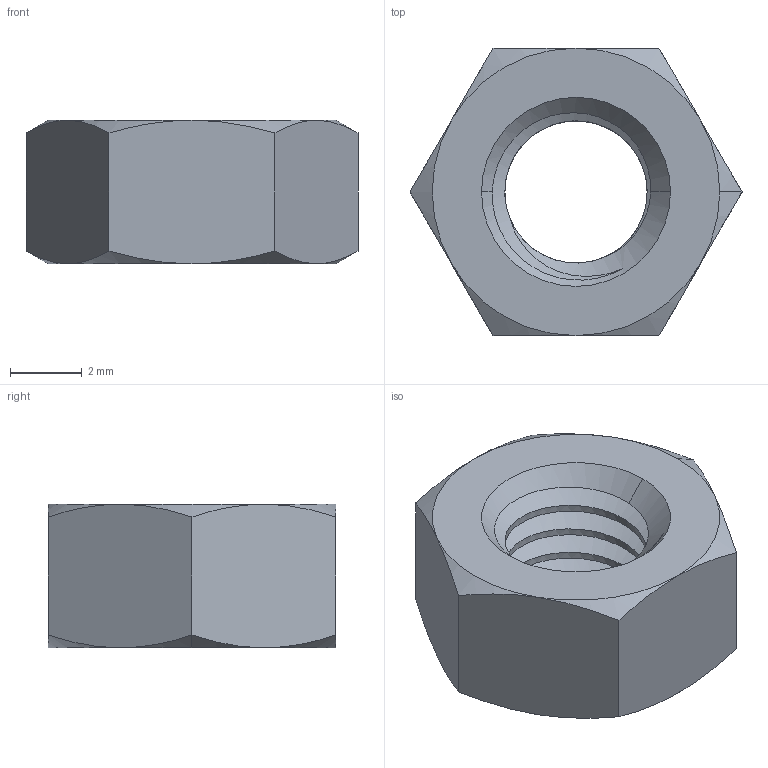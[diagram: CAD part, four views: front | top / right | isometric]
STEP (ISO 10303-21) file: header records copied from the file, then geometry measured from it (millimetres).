
FILE_DESCRIPTION(('CAx-IF Rec.Pracs.---Model Styling and Organization---1.5---2016-08-15','CAx-IF Rec.Pracs.---Geometric and Assembly Validation Properties---4.4---2016-08-17','CAx-IF Rec.Pracs.---User Defined Attributes---1.5---2016-08-15','CAx-IF Rec.Pracs.---External References---2.1---2005-01-19'),'2;1');
FILE_NAME('M5 Nut.stp','2023-11-08T03:22:50',('Unspecified'),('Unspecified'),'CAD Exchanger 3.17.0 (cadexchanger.com)','Unspecified','');
FILE_SCHEMA(('AP242_MANAGED_MODEL_BASED_3D_ENGINEERING_MIM_LF { 1 0 10303 442 1 1 4 }'));
Length unit declared in the file: millimetre
Products named in the file (1): M5 Nut
Bounding box: 9.24 x 8 x 4 mm (x, y, z)
Volume: 157.4 mm3; surface area: 269 mm2
Topology: 1 solids, 1 shells, 36 faces, 88 edges, 54 vertices
Faces by surface type: cone 18, cylinder 8, plane 8, bspline 2
Entity records: 1806 total; most frequent: CARTESIAN_POINT 1045, ORIENTED_EDGE 176, DIRECTION 129, EDGE_CURVE 88, AXIS2_PLACEMENT_3D 55, VERTEX_POINT 54, FACE_BOUND 38, EDGE_LOOP 38
